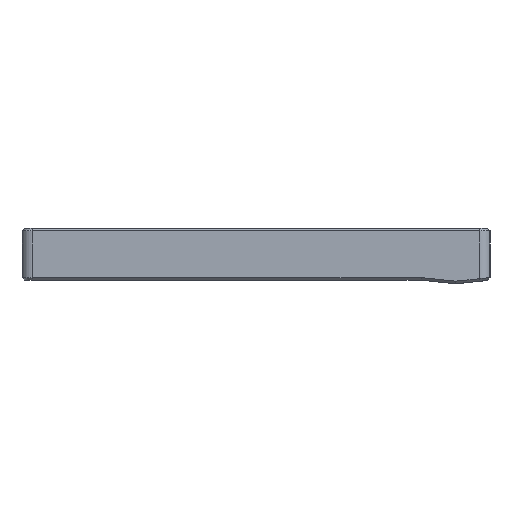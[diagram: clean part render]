
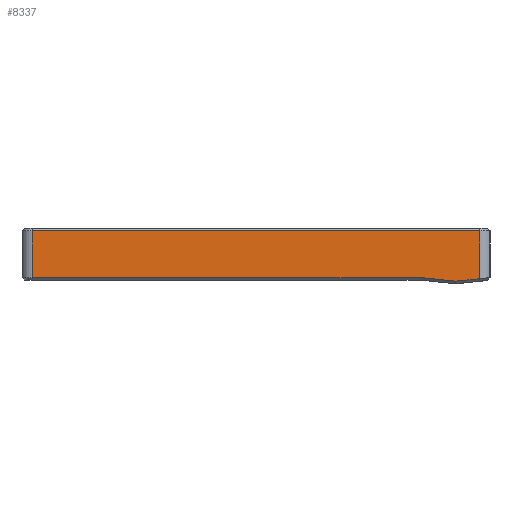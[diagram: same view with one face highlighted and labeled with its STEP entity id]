
A CAD part, left-side view. The second image highlights one B-rep face of the part: STEP entity #8337.
In plain terms, the highlighted planar face has unit normal (-1, 0, 0).
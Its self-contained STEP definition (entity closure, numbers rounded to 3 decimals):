
#116=PLANE('',#8944);
#425=FACE_OUTER_BOUND('',#888,.T.);
#888=EDGE_LOOP('',(#6202,#6203,#6204,#6205,#6206,#6207,#6208));
#1775=B_SPLINE_CURVE_WITH_KNOTS('',3,(#16991,#16992,#16993,#16994),
 .UNSPECIFIED.,.F.,.F.,(4,4),(1.545,1.571),
 .UNSPECIFIED.);
#2096=LINE('',#16906,#2728);
#2108=LINE('',#16938,#2740);
#2115=LINE('',#16950,#2747);
#2122=LINE('',#17015,#2754);
#2130=LINE('',#17034,#2762);
#2139=LINE('',#17060,#2771);
#2728=VECTOR('',#10229,10.);
#2740=VECTOR('',#10259,10.);
#2747=VECTOR('',#10270,10.);
#2754=VECTOR('',#10287,10.);
#2762=VECTOR('',#10307,10.);
#2771=VECTOR('',#10338,10.);
#3627=VERTEX_POINT('',#16881);
#3633=VERTEX_POINT('',#16904);
#3634=VERTEX_POINT('',#16905);
#3645=VERTEX_POINT('',#16937);
#3648=VERTEX_POINT('',#16948);
#3653=VERTEX_POINT('',#17014);
#3657=VERTEX_POINT('',#17030);
#4630=EDGE_CURVE('',#3633,#3634,#2096,.T.);
#4646=EDGE_CURVE('',#3645,#3633,#2108,.T.);
#4653=EDGE_CURVE('',#3648,#3645,#2115,.T.);
#4656=EDGE_CURVE('',#3627,#3648,#1775,.T.);
#4665=EDGE_CURVE('',#3634,#3653,#2122,.T.);
#4675=EDGE_CURVE('',#3653,#3657,#2130,.T.);
#4689=EDGE_CURVE('',#3657,#3627,#2139,.T.);
#6202=ORIENTED_EDGE('',*,*,#4656,.F.);
#6203=ORIENTED_EDGE('',*,*,#4689,.F.);
#6204=ORIENTED_EDGE('',*,*,#4675,.F.);
#6205=ORIENTED_EDGE('',*,*,#4665,.F.);
#6206=ORIENTED_EDGE('',*,*,#4630,.F.);
#6207=ORIENTED_EDGE('',*,*,#4646,.F.);
#6208=ORIENTED_EDGE('',*,*,#4653,.F.);
#8337=ADVANCED_FACE('',(#425),#116,.T.);
#8944=AXIS2_PLACEMENT_3D('',#17061,#10339,#10340);
#10229=DIRECTION('',(0.,1.,0.));
#10259=DIRECTION('',(0.,0.995,0.105));
#10270=DIRECTION('',(0.,0.995,-0.105));
#10287=DIRECTION('',(0.,0.,1.));
#10307=DIRECTION('',(0.,-1.,0.));
#10338=DIRECTION('',(0.,0.,-1.));
#10339=DIRECTION('center_axis',(-1.,0.,0.));
#10340=DIRECTION('ref_axis',(0.,-1.,0.));
#16881=CARTESIAN_POINT('',(-17.85,-112.1,-5.961));
#16904=CARTESIAN_POINT('',(-17.85,-95.249,-5.65));
#16905=CARTESIAN_POINT('',(-17.85,16.85,-5.65));
#16906=CARTESIAN_POINT('',(-17.85,-13.888,-5.65));
#16937=CARTESIAN_POINT('',(-17.85,-105.155,-6.691));
#16938=CARTESIAN_POINT('',(-17.85,-38.387,0.326));
#16948=CARTESIAN_POINT('',(-17.85,-112.022,-5.969));
#16950=CARTESIAN_POINT('',(-17.85,-43.311,-13.191));
#16991=CARTESIAN_POINT('Ctrl Pts',(-17.85,-112.1,-5.961));
#16992=CARTESIAN_POINT('Ctrl Pts',(-17.85,-112.074,-5.964));
#16993=CARTESIAN_POINT('Ctrl Pts',(-17.85,-112.048,-5.967));
#16994=CARTESIAN_POINT('Ctrl Pts',(-17.85,-112.022,-5.969));
#17014=CARTESIAN_POINT('',(-17.85,16.85,7.85));
#17015=CARTESIAN_POINT('',(-17.85,16.85,-6.4));
#17030=CARTESIAN_POINT('',(-17.85,-112.1,7.85));
#17034=CARTESIAN_POINT('',(-17.85,-13.888,7.85));
#17060=CARTESIAN_POINT('',(-17.85,-112.1,-6.4));
#17061=CARTESIAN_POINT('Origin',(-17.85,19.85,-6.4));
